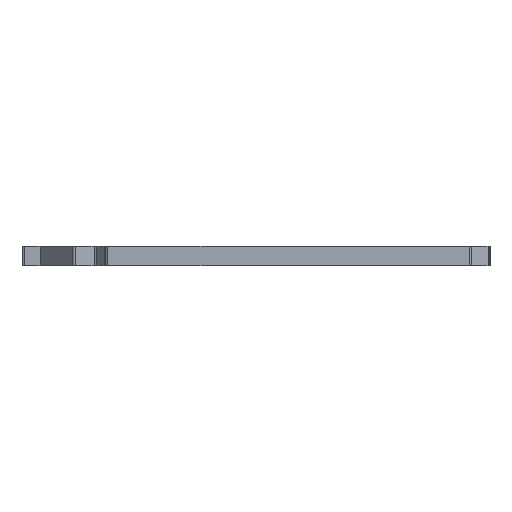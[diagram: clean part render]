
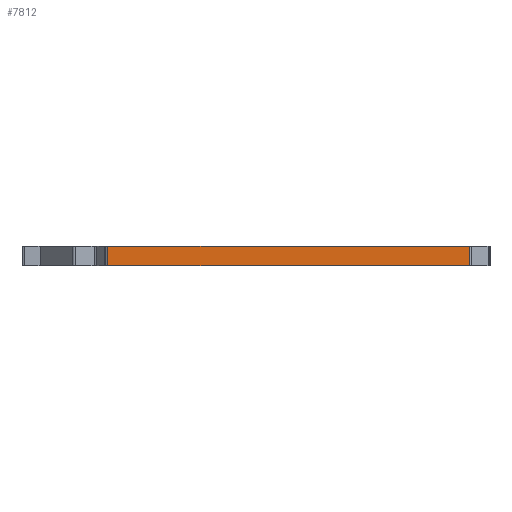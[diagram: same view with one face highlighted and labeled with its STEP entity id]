
A CAD part, left-side view. The second image highlights one B-rep face of the part: STEP entity #7812.
In plain terms, the highlighted planar face has unit normal (-1, 0, 0).
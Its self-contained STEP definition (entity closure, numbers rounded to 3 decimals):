
#58=PLANE('',#8336);
#341=FACE_OUTER_BOUND('',#760,.T.);
#760=EDGE_LOOP('',(#5546,#5547,#5548,#5549));
#1171=LINE('',#11076,#2131);
#1175=LINE('',#11085,#2135);
#1287=LINE('',#11530,#2247);
#1290=LINE('',#11536,#2250);
#2131=VECTOR('',#8856,10.);
#2135=VECTOR('',#8864,10.);
#2247=VECTOR('',#9200,10.);
#2250=VECTOR('',#9207,10.);
#3322=VERTEX_POINT('',#11069);
#3325=VERTEX_POINT('',#11074);
#3328=VERTEX_POINT('',#11084);
#3548=VERTEX_POINT('',#11526);
#4118=EDGE_CURVE('',#3325,#3322,#1171,.T.);
#4122=EDGE_CURVE('',#3322,#3328,#1175,.T.);
#4345=EDGE_CURVE('',#3328,#3548,#1287,.T.);
#4348=EDGE_CURVE('',#3548,#3325,#1290,.T.);
#5546=ORIENTED_EDGE('',*,*,#4118,.F.);
#5547=ORIENTED_EDGE('',*,*,#4348,.F.);
#5548=ORIENTED_EDGE('',*,*,#4345,.F.);
#5549=ORIENTED_EDGE('',*,*,#4122,.F.);
#7812=ADVANCED_FACE('',(#341),#58,.F.);
#8336=AXIS2_PLACEMENT_3D('',#11535,#9205,#9206);
#8856=DIRECTION('',(0.,0.,1.));
#8864=DIRECTION('',(0.,-1.,0.));
#9200=DIRECTION('',(0.,0.,-1.));
#9205=DIRECTION('center_axis',(1.,0.,0.));
#9206=DIRECTION('ref_axis',(0.,-1.,0.));
#9207=DIRECTION('',(0.,1.,0.));
#11069=CARTESIAN_POINT('',(140.073,-25.367,1.5));
#11074=CARTESIAN_POINT('',(140.073,-25.367,-2.5));
#11076=CARTESIAN_POINT('',(140.073,-25.367,0.75));
#11084=CARTESIAN_POINT('',(140.073,-101.063,1.5));
#11085=CARTESIAN_POINT('',(140.073,-40.92,1.5));
#11526=CARTESIAN_POINT('',(140.073,-101.063,-2.5));
#11530=CARTESIAN_POINT('',(140.073,-101.063,0.75));
#11535=CARTESIAN_POINT('Origin',(140.073,-24.867,1.5));
#11536=CARTESIAN_POINT('',(140.073,-40.92,-2.5));
